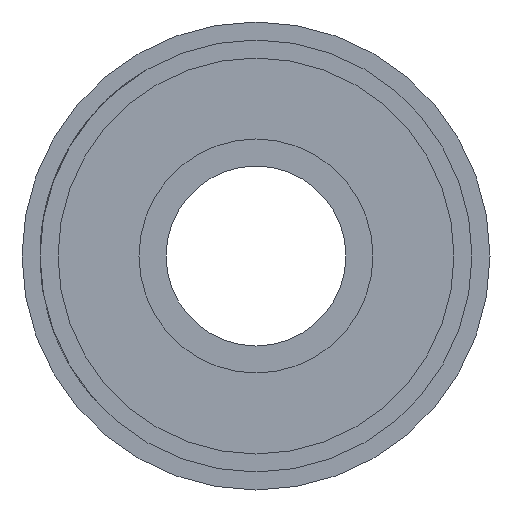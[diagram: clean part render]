
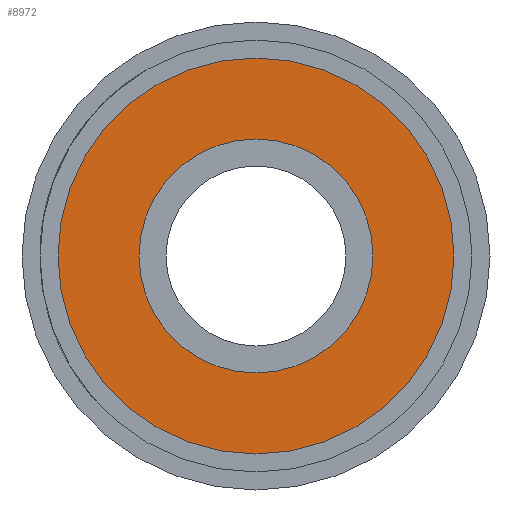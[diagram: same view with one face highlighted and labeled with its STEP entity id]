
A CAD part, left-side view. The second image highlights one B-rep face of the part: STEP entity #8972.
In plain terms, the highlighted planar face has unit normal (-1, 0, 0).
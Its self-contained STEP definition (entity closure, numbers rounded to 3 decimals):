
#125 = VERTEX_POINT ( 'NONE', #3865 ) ;
#386 = EDGE_CURVE ( 'NONE', #3105, #125, #8551, .T. ) ;
#631 = ORIENTED_EDGE ( 'NONE', *, *, #1791, .T. ) ;
#674 = VERTEX_POINT ( 'NONE', #7664 ) ;
#699 = DIRECTION ( 'NONE',  ( 0., 0., 1. ) ) ;
#742 = AXIS2_PLACEMENT_3D ( 'NONE', #3775, #5137, #1730 ) ;
#1186 = DIRECTION ( 'NONE',  ( -1., 0., 0. ) ) ;
#1327 = CIRCLE ( 'NONE', #742, 6.5 ) ;
#1730 = DIRECTION ( 'NONE',  ( 0., 0., 1. ) ) ;
#1734 = PLANE ( 'NONE',  #6993 ) ;
#1791 = EDGE_CURVE ( 'NONE', #674, #3922, #2614, .T. ) ;
#2152 = EDGE_CURVE ( 'NONE', #3922, #674, #4362, .T. ) ;
#2314 = DIRECTION ( 'NONE',  ( -1., 0., 0. ) ) ;
#2360 = DIRECTION ( 'NONE',  ( -1., 0., 0. ) ) ;
#2514 = EDGE_LOOP ( 'NONE', ( #6412, #7829 ) ) ;
#2614 = CIRCLE ( 'NONE', #8977, 11. ) ;
#2914 = ORIENTED_EDGE ( 'NONE', *, *, #2152, .T. ) ;
#2961 = DIRECTION ( 'NONE',  ( 0., 0., 1. ) ) ;
#3105 = VERTEX_POINT ( 'NONE', #6805 ) ;
#3394 = CARTESIAN_POINT ( 'NONE',  ( 0., 0., -11. ) ) ;
#3549 = DIRECTION ( 'NONE',  ( -1., 0., 0. ) ) ;
#3775 = CARTESIAN_POINT ( 'NONE',  ( 0., 0., 0. ) ) ;
#3865 = CARTESIAN_POINT ( 'NONE',  ( 0., 0., -6.5 ) ) ;
#3922 = VERTEX_POINT ( 'NONE', #3394 ) ;
#4263 = DIRECTION ( 'NONE',  ( 0., 0., 1. ) ) ;
#4362 = CIRCLE ( 'NONE', #7531, 11. ) ;
#5004 = CARTESIAN_POINT ( 'NONE',  ( 0., 0., 0. ) ) ;
#5137 = DIRECTION ( 'NONE',  ( -1., 0., 0. ) ) ;
#5171 = CARTESIAN_POINT ( 'NONE',  ( 0., 0., 0. ) ) ;
#5510 = CARTESIAN_POINT ( 'NONE',  ( 0., 0., 0. ) ) ;
#5885 = EDGE_CURVE ( 'NONE', #125, #3105, #1327, .T. ) ;
#6412 = ORIENTED_EDGE ( 'NONE', *, *, #386, .F. ) ;
#6805 = CARTESIAN_POINT ( 'NONE',  ( 0., 0., 6.5 ) ) ;
#6812 = EDGE_LOOP ( 'NONE', ( #631, #2914 ) ) ;
#6993 = AXIS2_PLACEMENT_3D ( 'NONE', #5510, #1186, #699 ) ;
#7531 = AXIS2_PLACEMENT_3D ( 'NONE', #7659, #2314, #4263 ) ;
#7659 = CARTESIAN_POINT ( 'NONE',  ( 0., 0., 0. ) ) ;
#7664 = CARTESIAN_POINT ( 'NONE',  ( 0., 0., 11. ) ) ;
#7829 = ORIENTED_EDGE ( 'NONE', *, *, #5885, .F. ) ;
#7937 = DIRECTION ( 'NONE',  ( 0., 0., 1. ) ) ;
#7950 = FACE_OUTER_BOUND ( 'NONE', #6812, .T. ) ;
#8551 = CIRCLE ( 'NONE', #8826, 6.5 ) ;
#8626 = FACE_BOUND ( 'NONE', #2514, .T. ) ;
#8826 = AXIS2_PLACEMENT_3D ( 'NONE', #5171, #2360, #7937 ) ;
#8972 = ADVANCED_FACE ( 'NONE', ( #8626, #7950 ), #1734, .T. ) ;
#8977 = AXIS2_PLACEMENT_3D ( 'NONE', #5004, #3549, #2961 ) ;
